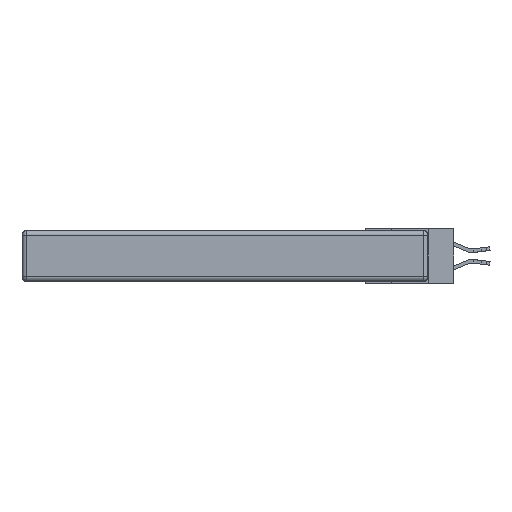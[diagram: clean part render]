
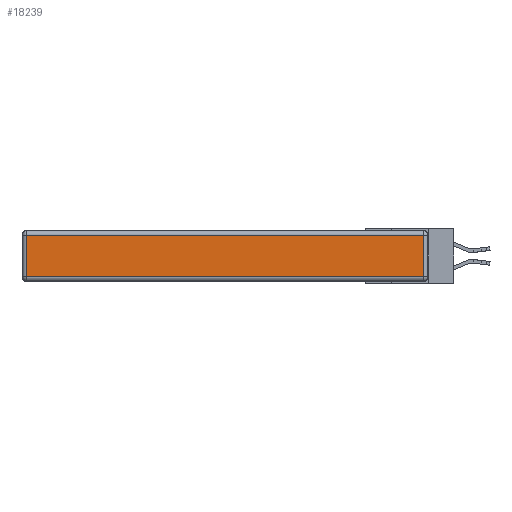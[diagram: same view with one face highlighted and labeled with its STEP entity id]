
A CAD part, left-side view. The second image highlights one B-rep face of the part: STEP entity #18239.
In plain terms, the highlighted planar face has unit normal (-1, 0, 0).
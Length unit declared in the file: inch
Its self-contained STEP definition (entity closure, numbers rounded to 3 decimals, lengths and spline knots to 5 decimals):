
#344 = VECTOR ( 'NONE', #18396, 39.37008 ) ;
#630 = LINE ( 'NONE', #11122, #17862 ) ;
#1003 = DIRECTION ( 'NONE',  ( -1., 0., 0. ) ) ;
#1248 = VERTEX_POINT ( 'NONE', #4322 ) ;
#1532 = FACE_OUTER_BOUND ( 'NONE', #11541, .T. ) ;
#2689 = CARTESIAN_POINT ( 'NONE',  ( 0., 0., -0.343 ) ) ;
#3288 = LINE ( 'NONE', #8822, #15550 ) ;
#3388 = LINE ( 'NONE', #16789, #16685 ) ;
#4068 = ORIENTED_EDGE ( 'NONE', *, *, #4533, .T. ) ;
#4322 = CARTESIAN_POINT ( 'NONE',  ( 0., 2.72, -0.03 ) ) ;
#4533 = EDGE_CURVE ( 'NONE', #11347, #1248, #3288, .T. ) ;
#6526 = EDGE_CURVE ( 'NONE', #12393, #18244, #10540, .T. ) ;
#7764 = CARTESIAN_POINT ( 'NONE',  ( 0., 2.72, -0.313 ) ) ;
#8033 = EDGE_CURVE ( 'NONE', #18244, #11347, #630, .T. ) ;
#8822 = CARTESIAN_POINT ( 'NONE',  ( 0., 2.75, -0.03 ) ) ;
#10540 = LINE ( 'NONE', #16697, #344 ) ;
#10585 = DIRECTION ( 'NONE',  ( 0., 1., 0. ) ) ;
#10870 = PLANE ( 'NONE',  #18352 ) ;
#11122 = CARTESIAN_POINT ( 'NONE',  ( 0., 0.03, -0.343 ) ) ;
#11347 = VERTEX_POINT ( 'NONE', #18431 ) ;
#11360 = ORIENTED_EDGE ( 'NONE', *, *, #17298, .T. ) ;
#11541 = EDGE_LOOP ( 'NONE', ( #15887, #17519, #4068, #11360 ) ) ;
#12393 = VERTEX_POINT ( 'NONE', #7764 ) ;
#15282 = DIRECTION ( 'NONE',  ( 0., 0., -1. ) ) ;
#15550 = VECTOR ( 'NONE', #10585, 39.37008 ) ;
#15887 = ORIENTED_EDGE ( 'NONE', *, *, #6526, .T. ) ;
#15966 = DIRECTION ( 'NONE',  ( 0., 0., 1. ) ) ;
#16685 = VECTOR ( 'NONE', #15282, 39.37008 ) ;
#16697 = CARTESIAN_POINT ( 'NONE',  ( 0., 0., -0.313 ) ) ;
#16789 = CARTESIAN_POINT ( 'NONE',  ( 0., 2.72, -0.343 ) ) ;
#17298 = EDGE_CURVE ( 'NONE', #1248, #12393, #3388, .T. ) ;
#17470 = CARTESIAN_POINT ( 'NONE',  ( 0., 0.03, -0.313 ) ) ;
#17519 = ORIENTED_EDGE ( 'NONE', *, *, #8033, .T. ) ;
#17862 = VECTOR ( 'NONE', #18109, 39.37008 ) ;
#18109 = DIRECTION ( 'NONE',  ( 0., 0., 1. ) ) ;
#18239 = ADVANCED_FACE ( 'NONE', ( #1532 ), #10870, .T. ) ;
#18244 = VERTEX_POINT ( 'NONE', #17470 ) ;
#18352 = AXIS2_PLACEMENT_3D ( 'NONE', #2689, #1003, #15966 ) ;
#18396 = DIRECTION ( 'NONE',  ( 0., -1., 0. ) ) ;
#18431 = CARTESIAN_POINT ( 'NONE',  ( 0., 0.03, -0.03 ) ) ;
